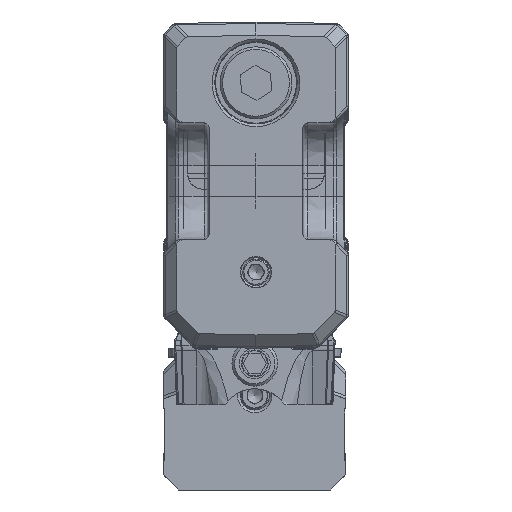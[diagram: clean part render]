
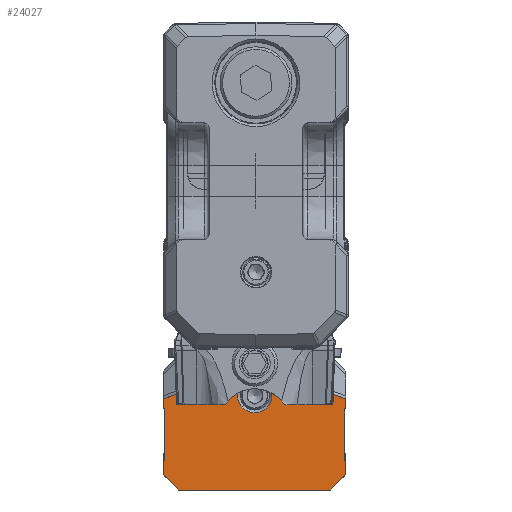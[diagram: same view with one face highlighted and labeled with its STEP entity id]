
A CAD part, front view. The second image highlights one B-rep face of the part: STEP entity #24027.
In plain terms, the highlighted planar face has unit normal (0, -1, 0).
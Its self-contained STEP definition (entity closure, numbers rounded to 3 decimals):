
#7438=FACE_BOUND('',#38352,.T.);
#7439=FACE_BOUND('',#38353,.T.);
#24027=ADVANCED_FACE('',(#7438,#7439),#28247,.F.);
#28247=PLANE('',#118992);
#38352=EDGE_LOOP('',(#53759,#53760,#53761,#53762,#53763,#53764,#53765,#53766,
#53767,#53768,#53769,#53770,#53771,#53772,#53773,#53774,#53775,#53776,#53777,
#53778,#53779,#53780));
#38353=EDGE_LOOP('',(#53781));
#53759=ORIENTED_EDGE('',*,*,#84985,.T.);
#53760=ORIENTED_EDGE('',*,*,#82080,.T.);
#53761=ORIENTED_EDGE('',*,*,#82081,.F.);
#53762=ORIENTED_EDGE('',*,*,#82099,.T.);
#53763=ORIENTED_EDGE('',*,*,#84984,.T.);
#53764=ORIENTED_EDGE('',*,*,#84733,.T.);
#53765=ORIENTED_EDGE('',*,*,#82667,.F.);
#53766=ORIENTED_EDGE('',*,*,#84800,.T.);
#53767=ORIENTED_EDGE('',*,*,#84972,.T.);
#53768=ORIENTED_EDGE('',*,*,#82154,.T.);
#53769=ORIENTED_EDGE('',*,*,#82140,.T.);
#53770=ORIENTED_EDGE('',*,*,#82129,.T.);
#53771=ORIENTED_EDGE('',*,*,#82654,.T.);
#53772=ORIENTED_EDGE('',*,*,#84803,.F.);
#53773=ORIENTED_EDGE('',*,*,#84451,.F.);
#53774=ORIENTED_EDGE('',*,*,#84453,.F.);
#53775=ORIENTED_EDGE('',*,*,#84862,.F.);
#53776=ORIENTED_EDGE('',*,*,#82605,.T.);
#53777=ORIENTED_EDGE('',*,*,#84864,.T.);
#53778=ORIENTED_EDGE('',*,*,#84758,.T.);
#53779=ORIENTED_EDGE('',*,*,#84757,.T.);
#53780=ORIENTED_EDGE('',*,*,#84438,.T.);
#53781=ORIENTED_EDGE('',*,*,#82381,.T.);
#72124=VERTEX_POINT('',#167208);
#72125=VERTEX_POINT('',#167210);
#72126=VERTEX_POINT('',#167214);
#72141=VERTEX_POINT('',#167248);
#72162=VERTEX_POINT('',#167305);
#72165=VERTEX_POINT('',#167310);
#72175=VERTEX_POINT('',#167334);
#72184=VERTEX_POINT('',#167358);
#72370=VERTEX_POINT('',#167922);
#72548=VERTEX_POINT('',#168429);
#72549=VERTEX_POINT('',#168431);
#72595=VERTEX_POINT('',#168590);
#72604=VERTEX_POINT('',#168614);
#72605=VERTEX_POINT('',#168616);
#73730=VERTEX_POINT('',#180236);
#73731=VERTEX_POINT('',#180238);
#73737=VERTEX_POINT('',#180259);
#73738=VERTEX_POINT('',#180261);
#73739=VERTEX_POINT('',#180265);
#73857=VERTEX_POINT('',#181945);
#73868=VERTEX_POINT('',#182028);
#73869=VERTEX_POINT('',#182032);
#73883=VERTEX_POINT('',#182187);
#82080=EDGE_CURVE('',#72124,#72125,#94779,.T.);
#82081=EDGE_CURVE('',#72126,#72125,#94780,.T.);
#82099=EDGE_CURVE('',#72126,#72141,#94793,.T.);
#82129=EDGE_CURVE('',#72162,#72165,#94814,.T.);
#82140=EDGE_CURVE('',#72175,#72162,#94820,.T.);
#82154=EDGE_CURVE('',#72184,#72175,#94831,.T.);
#82381=EDGE_CURVE('',#72370,#72370,#110656,.T.);
#82605=EDGE_CURVE('',#72549,#72548,#95043,.T.);
#82654=EDGE_CURVE('',#72165,#72595,#95062,.T.);
#82667=EDGE_CURVE('',#72604,#72605,#95072,.T.);
#84438=EDGE_CURVE('',#73731,#73730,#95700,.T.);
#84451=EDGE_CURVE('',#73738,#73737,#111216,.T.);
#84453=EDGE_CURVE('',#73739,#73738,#95713,.T.);
#84733=EDGE_CURVE('',#73857,#72605,#95861,.T.);
#84757=EDGE_CURVE('',#73868,#73731,#111250,.T.);
#84758=EDGE_CURVE('',#73869,#73868,#95877,.T.);
#84800=EDGE_CURVE('',#72604,#73883,#95911,.T.);
#84803=EDGE_CURVE('',#73737,#72595,#95914,.T.);
#84862=EDGE_CURVE('',#72549,#73739,#111266,.T.);
#84864=EDGE_CURVE('',#72548,#73869,#111267,.T.);
#84972=EDGE_CURVE('',#73883,#72184,#96012,.T.);
#84984=EDGE_CURVE('',#72141,#73857,#96024,.T.);
#84985=EDGE_CURVE('',#73730,#72124,#96025,.T.);
#94779=LINE('',#167211,#102987);
#94780=LINE('',#167213,#102988);
#94793=LINE('',#167249,#103001);
#94814=LINE('',#167311,#103022);
#94820=LINE('',#167333,#103028);
#94831=LINE('',#167361,#103039);
#95043=LINE('',#168430,#103251);
#95062=LINE('',#168591,#103270);
#95072=LINE('',#168615,#103280);
#95700=LINE('',#180237,#103981);
#95713=LINE('',#180266,#103994);
#95861=LINE('',#181947,#104142);
#95877=LINE('',#182031,#104158);
#95911=LINE('',#182188,#104192);
#95914=LINE('',#182194,#104195);
#96012=LINE('',#182861,#104293);
#96024=LINE('',#182891,#104305);
#96025=LINE('',#182894,#104306);
#102987=VECTOR('',#128927,1.);
#102988=VECTOR('',#128930,1.);
#103001=VECTOR('',#128957,1.);
#103022=VECTOR('',#129012,1.);
#103028=VECTOR('',#129032,1.);
#103039=VECTOR('',#129055,1.);
#103251=VECTOR('',#129997,1.);
#103270=VECTOR('',#130058,1.);
#103280=VECTOR('',#130078,1.);
#103981=VECTOR('',#132813,1.);
#103994=VECTOR('',#132840,1.);
#104142=VECTOR('',#133356,1.);
#104158=VECTOR('',#133438,1.);
#104192=VECTOR('',#133528,1.);
#104195=VECTOR('',#133535,1.);
#104293=VECTOR('',#133959,1.);
#104305=VECTOR('',#134007,1.);
#104306=VECTOR('',#134012,1.);
#110656=CIRCLE('',#117334,1.7);
#111216=CIRCLE('',#118559,0.8);
#111250=CIRCLE('',#118776,0.8);
#111266=CIRCLE('',#118868,0.8);
#111267=CIRCLE('',#118872,0.8);
#117334=AXIS2_PLACEMENT_3D('',#167921,#129532,#129533);
#118559=AXIS2_PLACEMENT_3D('',#180262,#132835,#132836);
#118776=AXIS2_PLACEMENT_3D('',#182029,#133434,#133435);
#118868=AXIS2_PLACEMENT_3D('',#182511,#133679,#133680);
#118872=AXIS2_PLACEMENT_3D('',#182516,#133688,#133689);
#118992=AXIS2_PLACEMENT_3D('',#182896,#134015,#134016);
#128927=DIRECTION('',(1.,0.,0.));
#128930=DIRECTION('',(0.,0.,1.));
#128957=DIRECTION('',(-1.,0.,0.));
#129012=DIRECTION('',(1.,0.,0.));
#129032=DIRECTION('',(0.,0.,1.));
#129055=DIRECTION('',(-1.,0.,0.));
#129532=DIRECTION('',(0.,1.,0.));
#129533=DIRECTION('',(-1.,0.,0.));
#129997=DIRECTION('',(-1.,0.,0.));
#130058=DIRECTION('',(0.,0.,1.));
#130078=DIRECTION('',(-1.,0.,0.));
#132813=DIRECTION('',(-0.94,0.,-0.342));
#132835=DIRECTION('',(0.,-1.,0.));
#132836=DIRECTION('',(-1.,0.,0.));
#132840=DIRECTION('',(-0.5,0.,-0.866));
#133356=DIRECTION('',(0.707,0.,-0.707));
#133434=DIRECTION('',(0.,1.,0.));
#133435=DIRECTION('',(-1.,0.,0.));
#133438=DIRECTION('',(0.5,0.,-0.866));
#133528=DIRECTION('',(0.707,0.,0.707));
#133535=DIRECTION('',(0.94,0.,-0.342));
#133679=DIRECTION('',(0.,1.,0.));
#133680=DIRECTION('',(-1.,0.,0.));
#133688=DIRECTION('',(0.,-1.,0.));
#133689=DIRECTION('',(-1.,0.,0.));
#133959=DIRECTION('',(0.,0.,1.));
#134007=DIRECTION('',(0.,0.,-1.));
#134012=DIRECTION('',(0.,0.,-1.));
#134015=DIRECTION('',(0.,1.,0.));
#134016=DIRECTION('',(0.,0.,1.));
#167208=CARTESIAN_POINT('',(-9.,402.5,-38.2));
#167210=CARTESIAN_POINT('',(-8.885,402.5,-38.2));
#167211=CARTESIAN_POINT('',(0.,402.5,-38.2));
#167213=CARTESIAN_POINT('',(-8.885,402.5,-46.2));
#167214=CARTESIAN_POINT('',(-8.885,402.5,-43.285));
#167248=CARTESIAN_POINT('',(-9.,402.5,-43.285));
#167249=CARTESIAN_POINT('',(0.,402.5,-43.285));
#167305=CARTESIAN_POINT('',(8.885,402.5,-38.2));
#167310=CARTESIAN_POINT('',(9.,402.5,-38.2));
#167311=CARTESIAN_POINT('',(0.,402.5,-38.2));
#167333=CARTESIAN_POINT('',(8.885,402.5,-46.2));
#167334=CARTESIAN_POINT('',(8.885,402.5,-43.285));
#167358=CARTESIAN_POINT('',(9.,402.5,-43.285));
#167361=CARTESIAN_POINT('',(0.,402.5,-43.285));
#167921=CARTESIAN_POINT('',(0.,402.5,-36.874));
#167922=CARTESIAN_POINT('',(-1.7,402.5,-36.874));
#168429=CARTESIAN_POINT('',(-5.922,402.5,-33.2));
#168430=CARTESIAN_POINT('',(0.,402.5,-33.2));
#168431=CARTESIAN_POINT('',(5.922,402.5,-33.2));
#168590=CARTESIAN_POINT('',(9.,402.5,-37.2));
#168591=CARTESIAN_POINT('',(9.,402.5,-46.2));
#168614=CARTESIAN_POINT('',(7.5,402.5,-46.2));
#168615=CARTESIAN_POINT('',(0.,402.5,-46.2));
#168616=CARTESIAN_POINT('',(-7.5,402.5,-46.2));
#180236=CARTESIAN_POINT('',(-9.,402.5,-37.2));
#180237=CARTESIAN_POINT('',(-3.945,402.5,-35.36));
#180238=CARTESIAN_POINT('',(-5.922,402.5,-36.08));
#180259=CARTESIAN_POINT('',(5.922,402.5,-36.08));
#180261=CARTESIAN_POINT('',(5.502,402.5,-34.928));
#180262=CARTESIAN_POINT('',(6.195,402.5,-35.328));
#180265=CARTESIAN_POINT('',(5.985,402.5,-34.092));
#180266=CARTESIAN_POINT('',(-0.754,402.5,-45.765));
#181945=CARTESIAN_POINT('',(-9.,402.5,-44.7));
#181947=CARTESIAN_POINT('',(-3.75,402.5,-49.95));
#182028=CARTESIAN_POINT('',(-5.502,402.5,-34.928));
#182029=CARTESIAN_POINT('',(-6.195,402.5,-35.328));
#182031=CARTESIAN_POINT('',(0.754,402.5,-45.765));
#182032=CARTESIAN_POINT('',(-5.985,402.5,-34.092));
#182187=CARTESIAN_POINT('',(9.,402.5,-44.7));
#182188=CARTESIAN_POINT('',(3.75,402.5,-49.95));
#182194=CARTESIAN_POINT('',(3.945,402.5,-35.36));
#182511=CARTESIAN_POINT('',(5.292,402.5,-33.692));
#182516=CARTESIAN_POINT('',(-5.292,402.5,-33.692));
#182861=CARTESIAN_POINT('',(9.,402.5,-46.2));
#182891=CARTESIAN_POINT('',(-9.,402.5,-46.2));
#182894=CARTESIAN_POINT('',(-9.,402.5,-46.2));
#182896=CARTESIAN_POINT('',(0.,402.5,-46.2));
